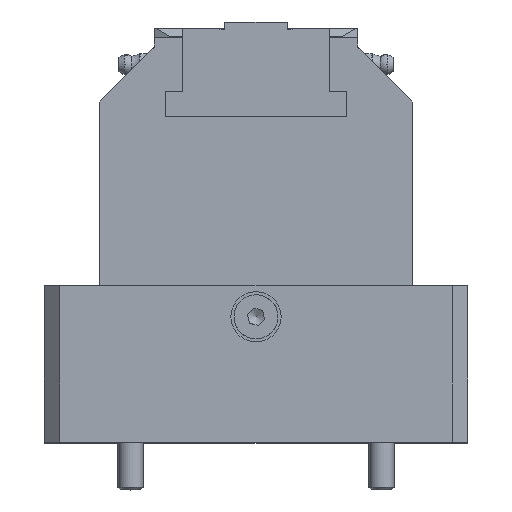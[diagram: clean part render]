
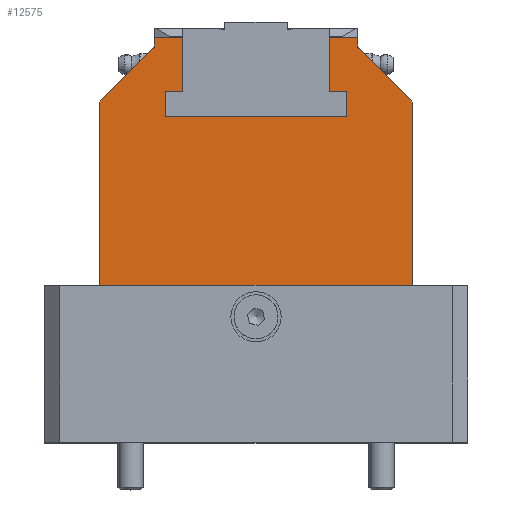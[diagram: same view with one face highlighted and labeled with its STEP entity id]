
A CAD part, top view. The second image highlights one B-rep face of the part: STEP entity #12575.
In plain terms, the highlighted planar face has unit normal (0, 0, 1).
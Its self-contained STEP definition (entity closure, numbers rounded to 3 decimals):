
#989=FACE_OUTER_BOUND('',#1723,.T.);
#1723=EDGE_LOOP('',(#7851,#7852,#7853,#7854,#7855,#7856,#7857,#7858,#7859,
#7860,#7861,#7862,#7863,#7864,#7865,#7866));
#2573=LINE('',#18232,#3747);
#2577=LINE('',#18241,#3751);
#2578=LINE('',#18245,#3752);
#2579=LINE('',#18246,#3753);
#2580=LINE('',#18248,#3754);
#2581=LINE('',#18250,#3755);
#2582=LINE('',#18252,#3756);
#2583=LINE('',#18254,#3757);
#2584=LINE('',#18256,#3758);
#2585=LINE('',#18258,#3759);
#2586=LINE('',#18260,#3760);
#2587=LINE('',#18261,#3761);
#2588=LINE('',#18263,#3762);
#2589=LINE('',#18265,#3763);
#2590=LINE('',#18267,#3764);
#2591=LINE('',#18268,#3765);
#3747=VECTOR('',#14655,10.);
#3751=VECTOR('',#14661,10.);
#3752=VECTOR('',#14664,10.);
#3753=VECTOR('',#14665,10.);
#3754=VECTOR('',#14666,10.);
#3755=VECTOR('',#14667,10.);
#3756=VECTOR('',#14668,10.);
#3757=VECTOR('',#14669,10.);
#3758=VECTOR('',#14670,10.);
#3759=VECTOR('',#14671,10.);
#3760=VECTOR('',#14672,10.);
#3761=VECTOR('',#14673,10.);
#3762=VECTOR('',#14674,10.);
#3763=VECTOR('',#14675,10.);
#3764=VECTOR('',#14676,10.);
#3765=VECTOR('',#14677,10.);
#4918=VERTEX_POINT('',#18225);
#4921=VERTEX_POINT('',#18230);
#4922=VERTEX_POINT('',#18234);
#4925=VERTEX_POINT('',#18239);
#4926=VERTEX_POINT('',#18243);
#4927=VERTEX_POINT('',#18244);
#4928=VERTEX_POINT('',#18247);
#4929=VERTEX_POINT('',#18249);
#4930=VERTEX_POINT('',#18251);
#4931=VERTEX_POINT('',#18253);
#4932=VERTEX_POINT('',#18255);
#4933=VERTEX_POINT('',#18257);
#4934=VERTEX_POINT('',#18259);
#4935=VERTEX_POINT('',#18262);
#4936=VERTEX_POINT('',#18264);
#4937=VERTEX_POINT('',#18266);
#6070=EDGE_CURVE('',#4921,#4918,#2573,.T.);
#6074=EDGE_CURVE('',#4922,#4925,#2577,.T.);
#6075=EDGE_CURVE('',#4926,#4927,#2578,.T.);
#6076=EDGE_CURVE('',#4927,#4922,#2579,.T.);
#6077=EDGE_CURVE('',#4925,#4928,#2580,.T.);
#6078=EDGE_CURVE('',#4928,#4929,#2581,.T.);
#6079=EDGE_CURVE('',#4929,#4930,#2582,.T.);
#6080=EDGE_CURVE('',#4930,#4931,#2583,.T.);
#6081=EDGE_CURVE('',#4932,#4931,#2584,.T.);
#6082=EDGE_CURVE('',#4933,#4932,#2585,.T.);
#6083=EDGE_CURVE('',#4934,#4933,#2586,.T.);
#6084=EDGE_CURVE('',#4918,#4934,#2587,.T.);
#6085=EDGE_CURVE('',#4935,#4921,#2588,.T.);
#6086=EDGE_CURVE('',#4936,#4935,#2589,.T.);
#6087=EDGE_CURVE('',#4937,#4936,#2590,.T.);
#6088=EDGE_CURVE('',#4937,#4926,#2591,.T.);
#7851=ORIENTED_EDGE('',*,*,#6075,.T.);
#7852=ORIENTED_EDGE('',*,*,#6076,.T.);
#7853=ORIENTED_EDGE('',*,*,#6074,.T.);
#7854=ORIENTED_EDGE('',*,*,#6077,.T.);
#7855=ORIENTED_EDGE('',*,*,#6078,.T.);
#7856=ORIENTED_EDGE('',*,*,#6079,.T.);
#7857=ORIENTED_EDGE('',*,*,#6080,.T.);
#7858=ORIENTED_EDGE('',*,*,#6081,.F.);
#7859=ORIENTED_EDGE('',*,*,#6082,.F.);
#7860=ORIENTED_EDGE('',*,*,#6083,.F.);
#7861=ORIENTED_EDGE('',*,*,#6084,.F.);
#7862=ORIENTED_EDGE('',*,*,#6070,.F.);
#7863=ORIENTED_EDGE('',*,*,#6085,.F.);
#7864=ORIENTED_EDGE('',*,*,#6086,.F.);
#7865=ORIENTED_EDGE('',*,*,#6087,.F.);
#7866=ORIENTED_EDGE('',*,*,#6088,.T.);
#11397=PLANE('',#13449);
#12575=ADVANCED_FACE('',(#989),#11397,.F.);
#13449=AXIS2_PLACEMENT_3D('',#18242,#14662,#14663);
#14655=DIRECTION('',(0.,-1.,0.));
#14661=DIRECTION('',(-1.,0.,0.));
#14662=DIRECTION('center_axis',(0.,0.,-1.));
#14663=DIRECTION('ref_axis',(0.,1.,0.));
#14664=DIRECTION('',(1.,0.,0.));
#14665=DIRECTION('',(0.,-1.,0.));
#14666=DIRECTION('',(0.,1.,0.));
#14667=DIRECTION('',(1.,0.,0.));
#14668=DIRECTION('',(0.,1.,0.));
#14669=DIRECTION('',(-1.,0.,0.));
#14670=DIRECTION('',(0.,1.,0.));
#14671=DIRECTION('',(0.707,0.707,0.));
#14672=DIRECTION('',(0.,1.,0.));
#14673=DIRECTION('',(-1.,0.,0.));
#14674=DIRECTION('',(0.707,-0.707,0.));
#14675=DIRECTION('',(0.,-1.,0.));
#14676=DIRECTION('',(1.,0.,0.));
#14677=DIRECTION('',(0.,-1.,0.));
#18225=CARTESIAN_POINT('',(50.,50.,50.));
#18230=CARTESIAN_POINT('',(50.,108.5,50.));
#18232=CARTESIAN_POINT('',(50.,50.,50.));
#18234=CARTESIAN_POINT('',(29.,104.,50.));
#18239=CARTESIAN_POINT('',(-29.,104.,50.));
#18241=CARTESIAN_POINT('',(14.5,104.,50.));
#18242=CARTESIAN_POINT('Origin',(0.,50.,50.));
#18243=CARTESIAN_POINT('',(23.5,112.,50.));
#18244=CARTESIAN_POINT('',(29.,112.,50.));
#18245=CARTESIAN_POINT('',(23.5,112.,50.));
#18246=CARTESIAN_POINT('',(29.,81.,50.));
#18247=CARTESIAN_POINT('',(-29.,112.,50.));
#18248=CARTESIAN_POINT('',(-29.,77.,50.));
#18249=CARTESIAN_POINT('',(-23.5,112.,50.));
#18250=CARTESIAN_POINT('',(-14.5,112.,50.));
#18251=CARTESIAN_POINT('',(-23.5,129.,50.));
#18252=CARTESIAN_POINT('',(-23.5,112.,50.));
#18253=CARTESIAN_POINT('',(-32.5,129.,50.));
#18254=CARTESIAN_POINT('',(24.,129.,50.));
#18255=CARTESIAN_POINT('',(-32.5,126.,50.));
#18256=CARTESIAN_POINT('',(-32.5,89.5,50.));
#18257=CARTESIAN_POINT('',(-50.,108.5,50.));
#18258=CARTESIAN_POINT('',(-43.375,115.125,50.));
#18259=CARTESIAN_POINT('',(-50.,50.,50.));
#18260=CARTESIAN_POINT('',(-50.,79.25,50.));
#18261=CARTESIAN_POINT('',(0.,50.,50.));
#18262=CARTESIAN_POINT('',(32.5,126.,50.));
#18263=CARTESIAN_POINT('',(52.125,106.375,50.));
#18264=CARTESIAN_POINT('',(32.5,129.,50.));
#18265=CARTESIAN_POINT('',(32.5,88.,50.));
#18266=CARTESIAN_POINT('',(23.5,129.,50.));
#18267=CARTESIAN_POINT('',(16.25,129.,50.));
#18268=CARTESIAN_POINT('',(23.5,129.,50.));
